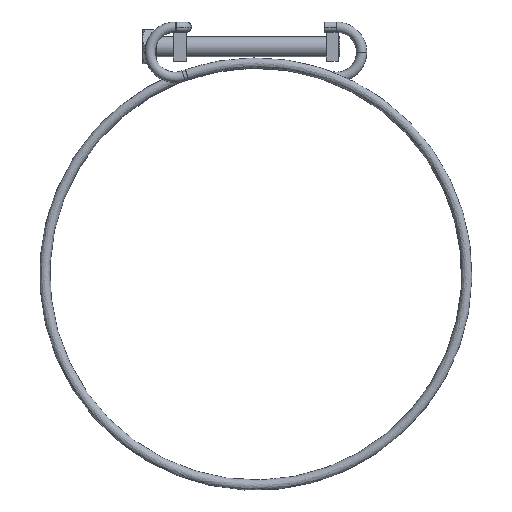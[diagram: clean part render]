
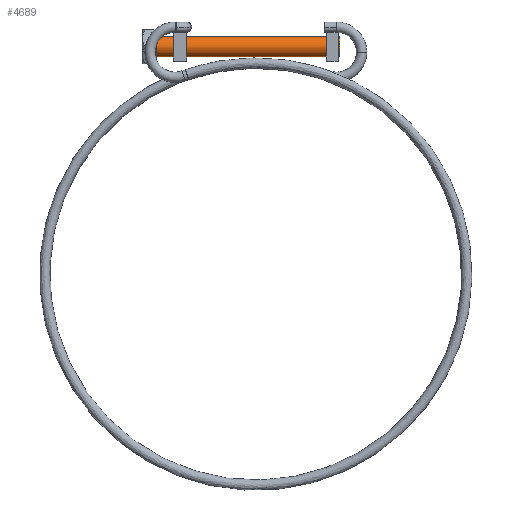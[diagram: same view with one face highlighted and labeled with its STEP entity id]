
A CAD part, top view. The second image highlights one B-rep face of the part: STEP entity #4689.
In plain terms, the highlighted cylindrical face has radius 3 mm (diameter 6 mm), a partial arc.
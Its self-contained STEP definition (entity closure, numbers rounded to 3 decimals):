
#346 = DIRECTION ( 'NONE',  ( 1., 0., 0. ) ) ;
#361 = VERTEX_POINT ( 'NONE', #5630 ) ;
#400 = ORIENTED_EDGE ( 'NONE', *, *, #2670, .T. ) ;
#410 = VECTOR ( 'NONE', #2303, 1000. ) ;
#470 = EDGE_CURVE ( 'NONE', #5889, #2963, #5198, .T. ) ;
#807 = CARTESIAN_POINT ( 'NONE',  ( -29.275, 66.8, 0. ) ) ;
#1547 = CARTESIAN_POINT ( 'NONE',  ( -29.275, 63.8, 0. ) ) ;
#1746 = CYLINDRICAL_SURFACE ( 'NONE', #5145, 3. ) ;
#2221 = LINE ( 'NONE', #3044, #6890 ) ;
#2239 = DIRECTION ( 'NONE',  ( 0., 1., 0. ) ) ;
#2303 = DIRECTION ( 'NONE',  ( -1., 0., 0. ) ) ;
#2441 = CARTESIAN_POINT ( 'NONE',  ( 24.725, 66.8, 0. ) ) ;
#2511 = ORIENTED_EDGE ( 'NONE', *, *, #6262, .F. ) ;
#2670 = EDGE_CURVE ( 'NONE', #361, #2963, #8366, .T. ) ;
#2963 = VERTEX_POINT ( 'NONE', #1547 ) ;
#2968 = DIRECTION ( 'NONE',  ( 1., 0., 0. ) ) ;
#3044 = CARTESIAN_POINT ( 'NONE',  ( 24.725, 69.8, 0. ) ) ;
#3079 = ORIENTED_EDGE ( 'NONE', *, *, #3692, .T. ) ;
#3188 = DIRECTION ( 'NONE',  ( -1., 0., 0. ) ) ;
#3203 = ORIENTED_EDGE ( 'NONE', *, *, #470, .F. ) ;
#3580 = CIRCLE ( 'NONE', #7392, 3. ) ;
#3692 = EDGE_CURVE ( 'NONE', #6944, #361, #2221, .T. ) ;
#4689 = ADVANCED_FACE ( 'NONE', ( #5942 ), #1746, .T. ) ;
#5055 = CARTESIAN_POINT ( 'NONE',  ( 24.725, 69.8, 0. ) ) ;
#5145 = AXIS2_PLACEMENT_3D ( 'NONE', #2441, #3188, #8150 ) ;
#5198 = LINE ( 'NONE', #7313, #410 ) ;
#5630 = CARTESIAN_POINT ( 'NONE',  ( -29.275, 69.8, 0. ) ) ;
#5889 = VERTEX_POINT ( 'NONE', #7537 ) ;
#5942 = FACE_OUTER_BOUND ( 'NONE', #8370, .T. ) ;
#5996 = DIRECTION ( 'NONE',  ( 0., 1., 0. ) ) ;
#6014 = AXIS2_PLACEMENT_3D ( 'NONE', #807, #2968, #2239 ) ;
#6262 = EDGE_CURVE ( 'NONE', #6944, #5889, #3580, .T. ) ;
#6647 = CARTESIAN_POINT ( 'NONE',  ( 24.725, 66.8, 0. ) ) ;
#6890 = VECTOR ( 'NONE', #8591, 1000. ) ;
#6944 = VERTEX_POINT ( 'NONE', #5055 ) ;
#7313 = CARTESIAN_POINT ( 'NONE',  ( 24.725, 63.8, 0. ) ) ;
#7392 = AXIS2_PLACEMENT_3D ( 'NONE', #6647, #346, #5996 ) ;
#7537 = CARTESIAN_POINT ( 'NONE',  ( 24.725, 63.8, 0. ) ) ;
#8150 = DIRECTION ( 'NONE',  ( 0., -1., 0. ) ) ;
#8366 = CIRCLE ( 'NONE', #6014, 3. ) ;
#8370 = EDGE_LOOP ( 'NONE', ( #2511, #3079, #400, #3203 ) ) ;
#8591 = DIRECTION ( 'NONE',  ( -1., 0., 0. ) ) ;
